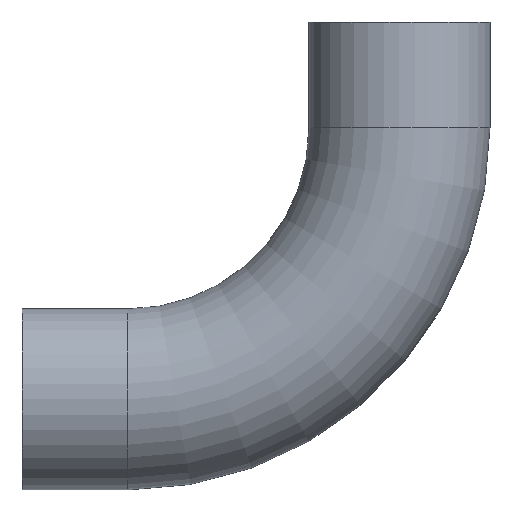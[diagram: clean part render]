
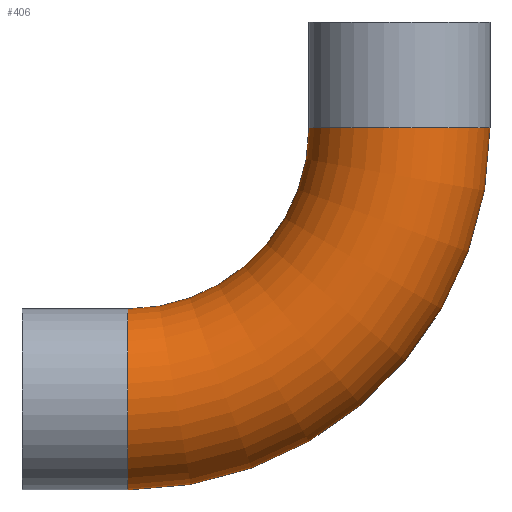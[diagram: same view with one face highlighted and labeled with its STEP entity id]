
A CAD part, front view. The second image highlights one B-rep face of the part: STEP entity #406.
In plain terms, the highlighted toroidal (fillet/blend) face has major radius 114.3 mm and minor radius 38.1 mm.
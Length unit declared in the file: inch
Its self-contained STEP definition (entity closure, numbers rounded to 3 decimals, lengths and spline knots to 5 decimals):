
#1 = VERTEX_POINT ( 'NONE', #42 ) ;
#3 = AXIS2_PLACEMENT_3D ( 'NONE', #101, #187, #387 ) ;
#15 = DIRECTION ( 'NONE',  ( 0., -1., 0. ) ) ;
#17 = ORIENTED_EDGE ( 'NONE', *, *, #391, .F. ) ;
#21 = CARTESIAN_POINT ( 'NONE',  ( 0., 0., 0. ) ) ;
#22 = FACE_OUTER_BOUND ( 'NONE', #403, .T. ) ;
#41 = CARTESIAN_POINT ( 'NONE',  ( 0., 0., 0. ) ) ;
#42 = CARTESIAN_POINT ( 'NONE',  ( 0., 0., -6. ) ) ;
#45 = DIRECTION ( 'NONE',  ( 0., 0., -1. ) ) ;
#47 = CARTESIAN_POINT ( 'NONE',  ( 4.5, 0., 0. ) ) ;
#52 = EDGE_CURVE ( 'NONE', #122, #79, #178, .T. ) ;
#78 = DIRECTION ( 'NONE',  ( 0., -1., 0. ) ) ;
#79 = VERTEX_POINT ( 'NONE', #125 ) ;
#95 = CARTESIAN_POINT ( 'NONE',  ( 3., 0., 0. ) ) ;
#101 = CARTESIAN_POINT ( 'NONE',  ( 0., 0., -4.5 ) ) ;
#106 = CARTESIAN_POINT ( 'NONE',  ( 0., 0., 0. ) ) ;
#113 = DIRECTION ( 'NONE',  ( 0., -1., 0. ) ) ;
#120 = EDGE_CURVE ( 'NONE', #1, #79, #148, .T. ) ;
#122 = VERTEX_POINT ( 'NONE', #95 ) ;
#125 = CARTESIAN_POINT ( 'NONE',  ( 6., 0., 0. ) ) ;
#132 = CARTESIAN_POINT ( 'NONE',  ( 0., 0., -3. ) ) ;
#135 = CIRCLE ( 'NONE', #3, 1.5 ) ;
#146 = CIRCLE ( 'NONE', #190, 3. ) ;
#148 = CIRCLE ( 'NONE', #348, 6. ) ;
#151 = DIRECTION ( 'NONE',  ( 0., 0., -1. ) ) ;
#173 = AXIS2_PLACEMENT_3D ( 'NONE', #106, #78, #45 ) ;
#178 = CIRCLE ( 'NONE', #363, 1.5 ) ;
#187 = DIRECTION ( 'NONE',  ( -1., 0., 0. ) ) ;
#190 = AXIS2_PLACEMENT_3D ( 'NONE', #41, #113, #271 ) ;
#207 = ORIENTED_EDGE ( 'NONE', *, *, #249, .F. ) ;
#249 = EDGE_CURVE ( 'NONE', #1, #257, #135, .T. ) ;
#257 = VERTEX_POINT ( 'NONE', #132 ) ;
#264 = ORIENTED_EDGE ( 'NONE', *, *, #52, .F. ) ;
#271 = DIRECTION ( 'NONE',  ( 0., 0., -1. ) ) ;
#348 = AXIS2_PLACEMENT_3D ( 'NONE', #21, #15, #151 ) ;
#360 = TOROIDAL_SURFACE ( 'NONE', #173, 4.5, 1.5 ) ;
#363 = AXIS2_PLACEMENT_3D ( 'NONE', #47, #375, #367 ) ;
#367 = DIRECTION ( 'NONE',  ( 1., 0., 0. ) ) ;
#375 = DIRECTION ( 'NONE',  ( 0., 0., 1. ) ) ;
#387 = DIRECTION ( 'NONE',  ( 0., 0., 1. ) ) ;
#391 = EDGE_CURVE ( 'NONE', #257, #122, #146, .T. ) ;
#403 = EDGE_LOOP ( 'NONE', ( #207, #404, #264, #17 ) ) ;
#404 = ORIENTED_EDGE ( 'NONE', *, *, #120, .T. ) ;
#406 = ADVANCED_FACE ( 'NONE', ( #22 ), #360, .T. ) ;
